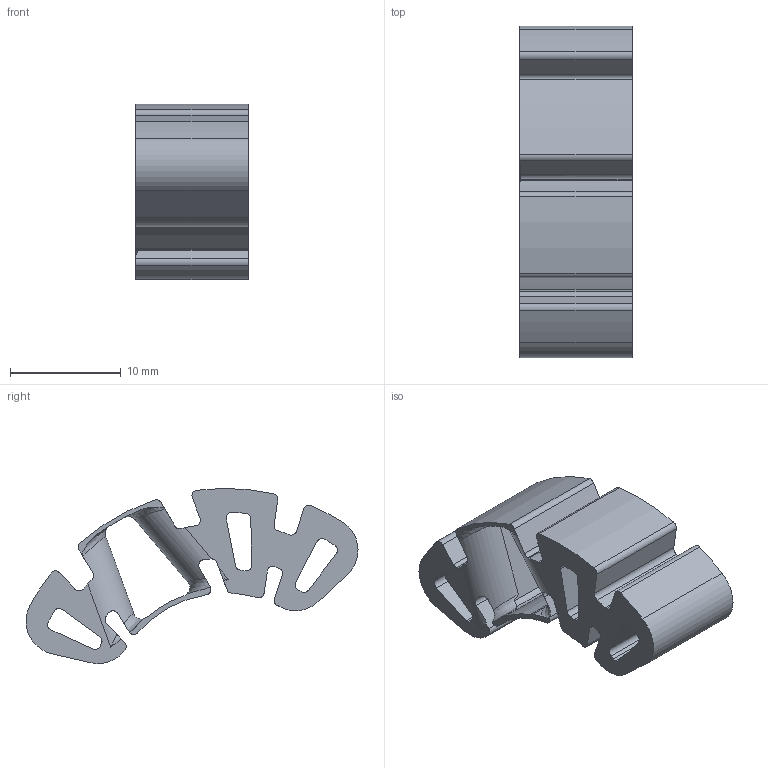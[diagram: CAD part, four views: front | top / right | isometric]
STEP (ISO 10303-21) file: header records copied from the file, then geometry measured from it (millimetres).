
FILE_DESCRIPTION (( 'STEP AP214' ), '1' );
FILE_NAME ('Cush_Spring_TPU-Offset.STEP', '2024-05-22T03:39:29', ( '' ), ( '' ), 'SwSTEP 2.0', 'SolidWorks 2022', '' );
FILE_SCHEMA (( 'AUTOMOTIVE_DESIGN' ));
Length unit declared in the file: millimetre
Products named in the file (1): Cush_Spring_TPU-Offset
Bounding box: 10.15 x 30.02 x 15.84 mm (x, y, z)
Volume: 1775.7 mm3; surface area: 2082.5 mm2
Topology: 1 solids, 1 shells, 116 faces, 341 edges, 226 vertices
Faces by surface type: cylinder 83, plane 27, bspline 6
Entity records: 4294 total; most frequent: CARTESIAN_POINT 1130, ORIENTED_EDGE 682, DIRECTION 664, EDGE_CURVE 341, AXIS2_PLACEMENT_3D 258, VERTEX_POINT 226, LINE 148, VECTOR 148
